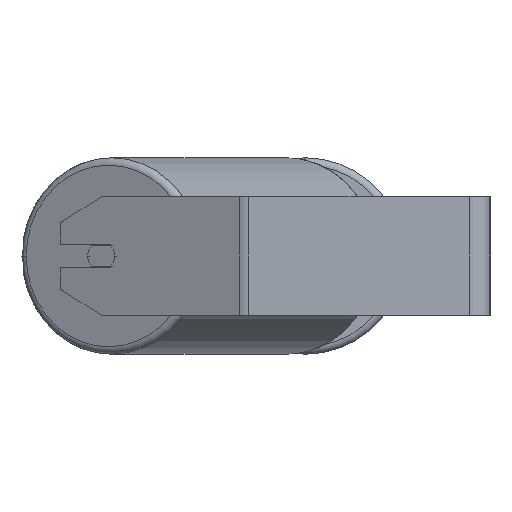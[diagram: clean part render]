
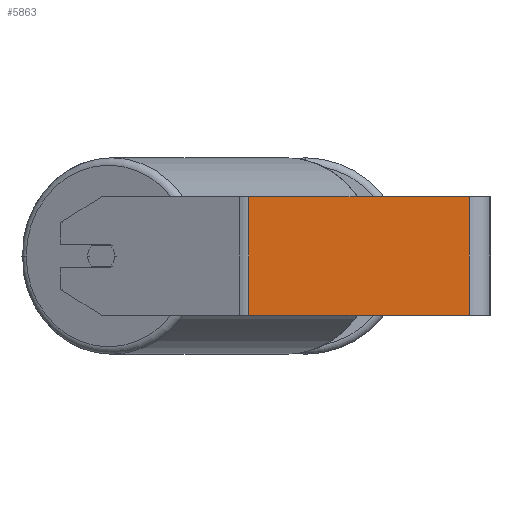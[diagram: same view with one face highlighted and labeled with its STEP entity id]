
A CAD part, left-side view. The second image highlights one B-rep face of the part: STEP entity #5863.
In plain terms, the highlighted planar face has unit normal (-1, 0, 0).
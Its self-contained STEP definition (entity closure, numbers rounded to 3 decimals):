
#21 = LINE ( 'NONE', #60, #6284 ) ;
#27 = ORIENTED_EDGE ( 'NONE', *, *, #4004, .F. ) ;
#60 = CARTESIAN_POINT ( 'NONE',  ( -500., 166.464, -40. ) ) ;
#275 = DIRECTION ( 'NONE',  ( 0., 0., -1. ) ) ;
#670 = DIRECTION ( 'NONE',  ( 0., 0., -1. ) ) ;
#690 = FACE_OUTER_BOUND ( 'NONE', #3772, .T. ) ;
#704 = DIRECTION ( 'NONE',  ( 0., -1., 0. ) ) ;
#1283 = LINE ( 'NONE', #2074, #7715 ) ;
#1620 = ORIENTED_EDGE ( 'NONE', *, *, #1736, .T. ) ;
#1736 = EDGE_CURVE ( 'NONE', #3261, #6056, #21, .T. ) ;
#2074 = CARTESIAN_POINT ( 'NONE',  ( -500., 166.464, 40. ) ) ;
#2093 = CARTESIAN_POINT ( 'NONE',  ( -500., 163.361, -40. ) ) ;
#2238 = CARTESIAN_POINT ( 'NONE',  ( -500., 14., -40. ) ) ;
#2241 = CARTESIAN_POINT ( 'NONE',  ( -500., 14., 40. ) ) ;
#2277 = ORIENTED_EDGE ( 'NONE', *, *, #7919, .F. ) ;
#2763 = DIRECTION ( 'NONE',  ( 1., 0., 0. ) ) ;
#3261 = VERTEX_POINT ( 'NONE', #2093 ) ;
#3398 = EDGE_CURVE ( 'NONE', #6763, #3261, #3555, .T. ) ;
#3516 = VECTOR ( 'NONE', #670, 1000. ) ;
#3555 = LINE ( 'NONE', #6353, #6993 ) ;
#3772 = EDGE_LOOP ( 'NONE', ( #1620, #2277, #27, #5799 ) ) ;
#4004 = EDGE_CURVE ( 'NONE', #6763, #7352, #1283, .T. ) ;
#5220 = AXIS2_PLACEMENT_3D ( 'NONE', #6671, #2763, #7459 ) ;
#5799 = ORIENTED_EDGE ( 'NONE', *, *, #3398, .T. ) ;
#5863 = ADVANCED_FACE ( 'NONE', ( #690 ), #7328, .F. ) ;
#6056 = VERTEX_POINT ( 'NONE', #2238 ) ;
#6068 = CARTESIAN_POINT ( 'NONE',  ( -500., 163.361, 40. ) ) ;
#6284 = VECTOR ( 'NONE', #8744, 1000. ) ;
#6353 = CARTESIAN_POINT ( 'NONE',  ( -500., 163.361, 40. ) ) ;
#6671 = CARTESIAN_POINT ( 'NONE',  ( -500., 166.464, 40. ) ) ;
#6763 = VERTEX_POINT ( 'NONE', #6068 ) ;
#6993 = VECTOR ( 'NONE', #275, 1000. ) ;
#7328 = PLANE ( 'NONE',  #5220 ) ;
#7352 = VERTEX_POINT ( 'NONE', #2241 ) ;
#7386 = LINE ( 'NONE', #8147, #3516 ) ;
#7459 = DIRECTION ( 'NONE',  ( 0., 0., -1. ) ) ;
#7715 = VECTOR ( 'NONE', #704, 1000. ) ;
#7919 = EDGE_CURVE ( 'NONE', #7352, #6056, #7386, .T. ) ;
#8147 = CARTESIAN_POINT ( 'NONE',  ( -500., 14., 40. ) ) ;
#8744 = DIRECTION ( 'NONE',  ( 0., -1., 0. ) ) ;
